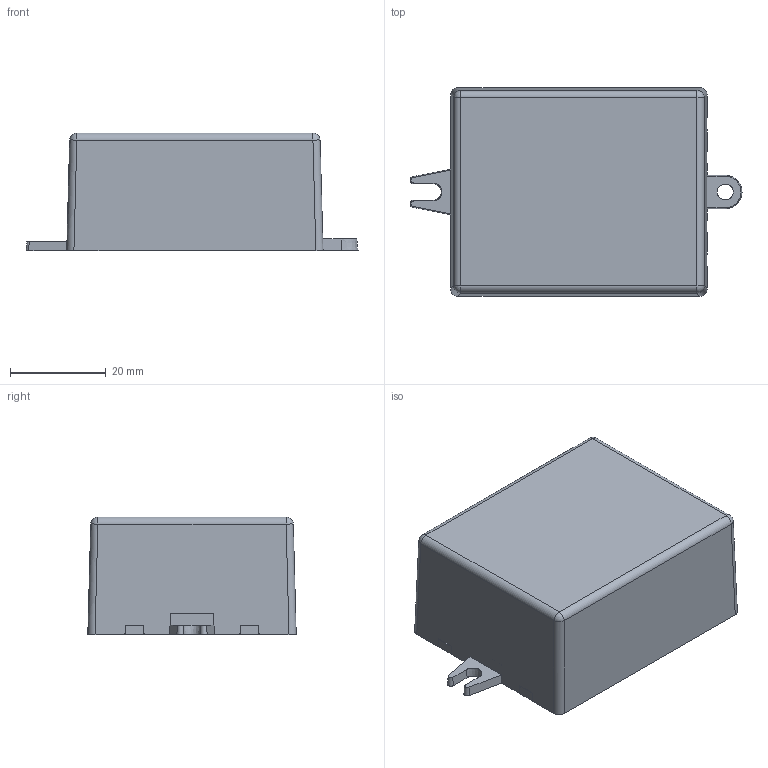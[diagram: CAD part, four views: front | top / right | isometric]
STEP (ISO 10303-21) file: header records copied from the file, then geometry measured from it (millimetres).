
FILE_DESCRIPTION((''),'2;1');
FILE_NAME('LSC20W_ASM','2018-01-02T',('wsenga'),(''),'PRO/ENGINEER BY PARAMETRIC TECHNOLOGY CORPORATION, 2012360','PRO/ENGINEER BY PARAMETRIC TECHNOLOGY CORPORATION, 2012360','');
FILE_SCHEMA(('CONFIG_CONTROL_DESIGN'));
Length unit declared in the file: millimetre
Products named in the file (3): MAWLSC20W-2A; MAWLSC20W-1A; LSC20W_ASM
Assembly tree (2 placements, depth 2):
  LSC20W_ASM
    MAWLSC20W-2A
    MAWLSC20W-1A
Bounding box: 69.3 x 43.5 x 24.6 mm (x, y, z)
Volume: 92.7 mm3; surface area: 18528 mm2
Topology: 4 solids, 7 shells, 196 faces, 734 edges, 504 vertices
Faces by surface type: plane 154, cone 22, cylinder 16, sphere 4
Entity records: 8120 total; most frequent: CARTESIAN_POINT 2406, ORIENTED_EDGE 1190, DIRECTION 960, EDGE_CURVE 730, VERTEX_POINT 504, VECTOR 438, LINE 438, AXIS2_PLACEMENT_3D 261
